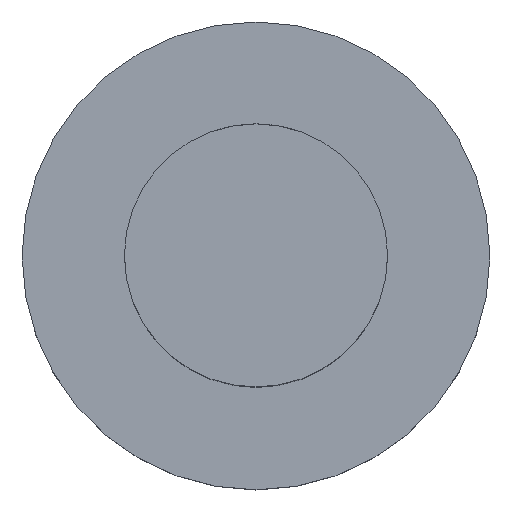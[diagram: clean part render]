
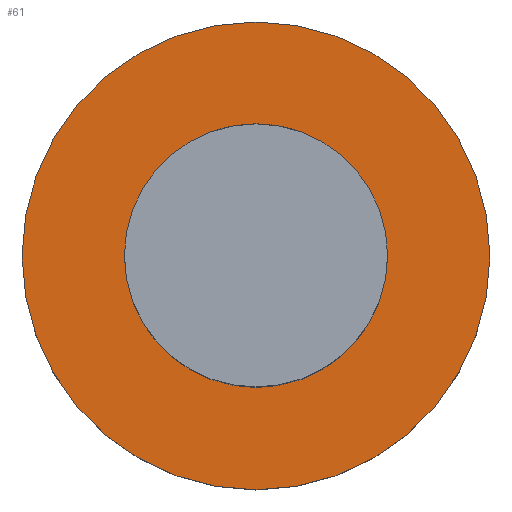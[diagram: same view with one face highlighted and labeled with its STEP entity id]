
A CAD part, top view. The second image highlights one B-rep face of the part: STEP entity #61.
In plain terms, the highlighted planar face has unit normal (0, 0, 1).
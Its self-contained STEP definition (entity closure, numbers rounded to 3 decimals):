
#61=ADVANCED_FACE('240[2]',(#158,#159),#160,.T.);
#73=EDGE_CURVE('240[2]',#178,#178,#179,.T.);
#102=EDGE_CURVE('240[2]',#222,#222,#223,.T.);
#158=FACE_BOUND('',#283,.T.);
#159=FACE_OUTER_BOUND('',#284,.T.);
#160=PLANE('',#285);
#178=VERTEX_POINT('',#308);
#179=CIRCLE('',#309,32.0);
#222=VERTEX_POINT('',#496);
#223=CIRCLE('',#497,18.0);
#283=EDGE_LOOP('',(#626));
#284=EDGE_LOOP('',(#627));
#285=AXIS2_PLACEMENT_3D('',#628,#629,#630);
#308=CARTESIAN_POINT('',(0.,32.0,0.));
#309=AXIS2_PLACEMENT_3D('',#650,#651,#652);
#496=CARTESIAN_POINT('',(18.0,0.0,0.0));
#497=AXIS2_PLACEMENT_3D('',#690,#691,#692);
#626=ORIENTED_EDGE('',*,*,#102,.T.);
#627=ORIENTED_EDGE('',*,*,#73,.T.);
#628=CARTESIAN_POINT('',(0.,16.0,0.));
#629=DIRECTION('',(0.,0.,1.0));
#630=DIRECTION('',(1.0,0.,0.0));
#650=CARTESIAN_POINT('',(0.0,0.0,0.0));
#651=DIRECTION('',(0.,0.,1.0));
#652=DIRECTION('',(0.,1.0,0.));
#690=CARTESIAN_POINT('',(0.0,0.0,0.));
#691=DIRECTION('',(0.,0.,-1.0));
#692=DIRECTION('',(1.0,0.,0.));
